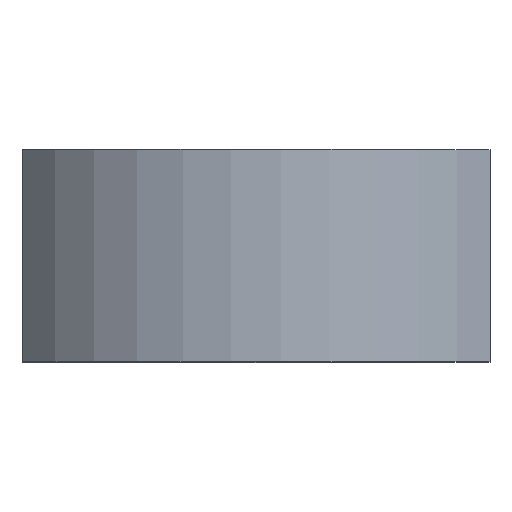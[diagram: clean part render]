
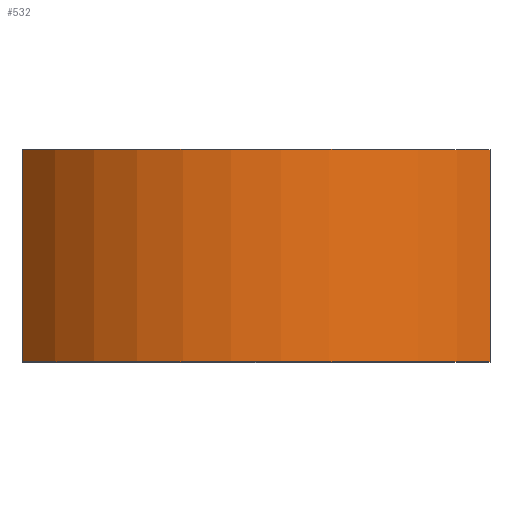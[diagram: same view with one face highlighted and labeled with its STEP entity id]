
A CAD part, top view. The second image highlights one B-rep face of the part: STEP entity #532.
In plain terms, the highlighted cylindrical face has radius 44.45 mm (diameter 88.9 mm), a partial arc.
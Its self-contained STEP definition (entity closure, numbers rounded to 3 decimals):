
#324=CARTESIAN_POINT('',(0.,32.,0.));
#325=DIRECTION('',(0.,1.,0.));
#326=DIRECTION('',(-0.794,0.,0.607));
#327=AXIS2_PLACEMENT_3D('',#324,#325,#326);
#329=DIRECTION('',(0.,-1.,0.));
#330=VECTOR('',#329,32.);
#331=CARTESIAN_POINT('',(-35.31,32.,27.));
#332=LINE('',#331,#330);
#333=DIRECTION('',(0.,1.,0.));
#334=VECTOR('',#333,32.);
#335=CARTESIAN_POINT('',(35.31,0.,27.));
#336=LINE('',#335,#334);
#366=CARTESIAN_POINT('',(0.,0.,0.));
#367=DIRECTION('',(0.,1.,0.));
#368=DIRECTION('',(-0.794,0.,0.607));
#369=AXIS2_PLACEMENT_3D('',#366,#367,#368);
#391=CARTESIAN_POINT('',(-35.31,32.,27.));
#392=CARTESIAN_POINT('',(35.31,32.,27.));
#393=VERTEX_POINT('',#391);
#394=VERTEX_POINT('',#392);
#399=CARTESIAN_POINT('',(-35.31,0.,27.));
#400=CARTESIAN_POINT('',(35.31,0.,27.));
#401=VERTEX_POINT('',#399);
#402=VERTEX_POINT('',#400);
#520=CARTESIAN_POINT('',(0.,0.,0.));
#521=DIRECTION('',(0.,1.,0.));
#522=DIRECTION('',(1.,0.,0.));
#523=AXIS2_PLACEMENT_3D('',#520,#521,#522);
#524=CYLINDRICAL_SURFACE('',#523,44.45);
#525=ORIENTED_EDGE('',*,*,#501,.F.);
#526=ORIENTED_EDGE('',*,*,#491,.T.);
#527=ORIENTED_EDGE('',*,*,#505,.F.);
#529=ORIENTED_EDGE('',*,*,#528,.F.);
#530=EDGE_LOOP('',(#525,#526,#527,#529));
#531=FACE_OUTER_BOUND('',#530,.F.);
#328=CIRCLE('',#327,44.45);
#370=CIRCLE('',#369,44.45);
#491=EDGE_CURVE('',#393,#394,#328,.T.);
#501=EDGE_CURVE('',#393,#401,#332,.T.);
#505=EDGE_CURVE('',#402,#394,#336,.T.);
#528=EDGE_CURVE('',#401,#402,#370,.T.);
#532=ADVANCED_FACE('',(#531),#524,.T.);
